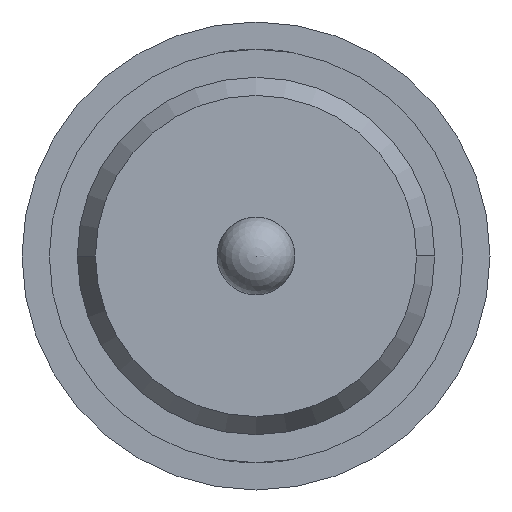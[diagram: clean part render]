
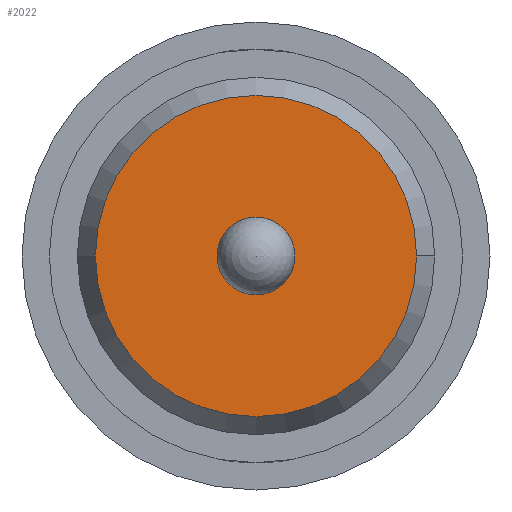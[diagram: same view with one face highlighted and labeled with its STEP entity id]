
A CAD part, front view. The second image highlights one B-rep face of the part: STEP entity #2022.
In plain terms, the highlighted planar face has unit normal (0, -1, 0).
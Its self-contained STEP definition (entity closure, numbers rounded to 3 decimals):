
#61 = AXIS2_PLACEMENT_3D ( 'NONE', #2878, #2904, #3922 ) ;
#416 = DIRECTION ( 'NONE',  ( 1., 0., 0. ) ) ;
#452 = FACE_OUTER_BOUND ( 'NONE', #1329, .T. ) ;
#583 = FACE_BOUND ( 'NONE', #2003, .T. ) ;
#749 = VERTEX_POINT ( 'NONE', #3337 ) ;
#1041 = CIRCLE ( 'NONE', #4203, 0.25 ) ;
#1280 = CARTESIAN_POINT ( 'NONE',  ( 1.03, -28.6, 0. ) ) ;
#1329 = EDGE_LOOP ( 'NONE', ( #3527, #1755 ) ) ;
#1489 = CARTESIAN_POINT ( 'NONE',  ( 0., -28.6, 0. ) ) ;
#1613 = EDGE_CURVE ( 'Defeature ausgef�hrt1_17+Defeature ausgef�hrt1_14+Defeature ausgef�hrt1_14+Defeature ausgef�hrt1_14', #749, #2964, #1041, .T. ) ;
#1755 = ORIENTED_EDGE ( 'NONE', *, *, #2027, .T. ) ;
#1963 = DIRECTION ( 'NONE',  ( 0., -1., 0. ) ) ;
#2003 = EDGE_LOOP ( 'NONE', ( #3923, #3107 ) ) ;
#2022 = ADVANCED_FACE ( 'Defeature ausgef�hrt1_17', ( #583, #452 ), #3290, .T. ) ;
#2027 = EDGE_CURVE ( 'Defeature ausgef�hrt1_17+Defeature ausgef�hrt1_16+Defeature ausgef�hrt1_16+Defeature ausgef�hrt1_16', #2883, #4576, #2862, .T. ) ;
#2182 = AXIS2_PLACEMENT_3D ( 'NONE', #1489, #1963, #3036 ) ;
#2201 = CIRCLE ( 'NONE', #4009, 1.03 ) ;
#2259 = EDGE_CURVE ( 'Defeature ausgef�hrt1_17+Defeature ausgef�hrt1_16+Defeature ausgef�hrt1_16+Defeature ausgef�hrt1_16', #4576, #2883, #2201, .T. ) ;
#2600 = AXIS2_PLACEMENT_3D ( 'NONE', #4486, #4040, #3310 ) ;
#2630 = EDGE_CURVE ( 'Defeature ausgef�hrt1_17+Defeature ausgef�hrt1_14+Defeature ausgef�hrt1_14+Defeature ausgef�hrt1_14', #2964, #749, #4168, .T. ) ;
#2810 = DIRECTION ( 'NONE',  ( 0., 1., 0. ) ) ;
#2862 = CIRCLE ( 'NONE', #2182, 1.03 ) ;
#2878 = CARTESIAN_POINT ( 'NONE',  ( 0., -28.6, 0. ) ) ;
#2883 = VERTEX_POINT ( 'NONE', #1280 ) ;
#2904 = DIRECTION ( 'NONE',  ( 0., 1., 0. ) ) ;
#2964 = VERTEX_POINT ( 'NONE', #4665 ) ;
#3031 = DIRECTION ( 'NONE',  ( 0., -1., 0. ) ) ;
#3036 = DIRECTION ( 'NONE',  ( 1., 0., 0. ) ) ;
#3107 = ORIENTED_EDGE ( 'NONE', *, *, #1613, .T. ) ;
#3290 = PLANE ( 'NONE',  #2600 ) ;
#3310 = DIRECTION ( 'NONE',  ( 1., 0., 0. ) ) ;
#3337 = CARTESIAN_POINT ( 'NONE',  ( 0., -28.6, -0.25 ) ) ;
#3527 = ORIENTED_EDGE ( 'NONE', *, *, #2259, .T. ) ;
#3804 = CARTESIAN_POINT ( 'NONE',  ( -1.03, -28.6, 0. ) ) ;
#3895 = CARTESIAN_POINT ( 'NONE',  ( 0., -28.6, 0. ) ) ;
#3922 = DIRECTION ( 'NONE',  ( 0., 0., -1. ) ) ;
#3923 = ORIENTED_EDGE ( 'NONE', *, *, #2630, .T. ) ;
#4009 = AXIS2_PLACEMENT_3D ( 'NONE', #4447, #3031, #416 ) ;
#4040 = DIRECTION ( 'NONE',  ( 0., -1., 0. ) ) ;
#4168 = CIRCLE ( 'NONE', #61, 0.25 ) ;
#4203 = AXIS2_PLACEMENT_3D ( 'NONE', #3895, #2810, #4215 ) ;
#4215 = DIRECTION ( 'NONE',  ( 0., 0., -1. ) ) ;
#4447 = CARTESIAN_POINT ( 'NONE',  ( 0., -28.6, 0. ) ) ;
#4486 = CARTESIAN_POINT ( 'NONE',  ( -1.145, -28.6, 0. ) ) ;
#4576 = VERTEX_POINT ( 'NONE', #3804 ) ;
#4665 = CARTESIAN_POINT ( 'NONE',  ( 0., -28.6, 0.25 ) ) ;
